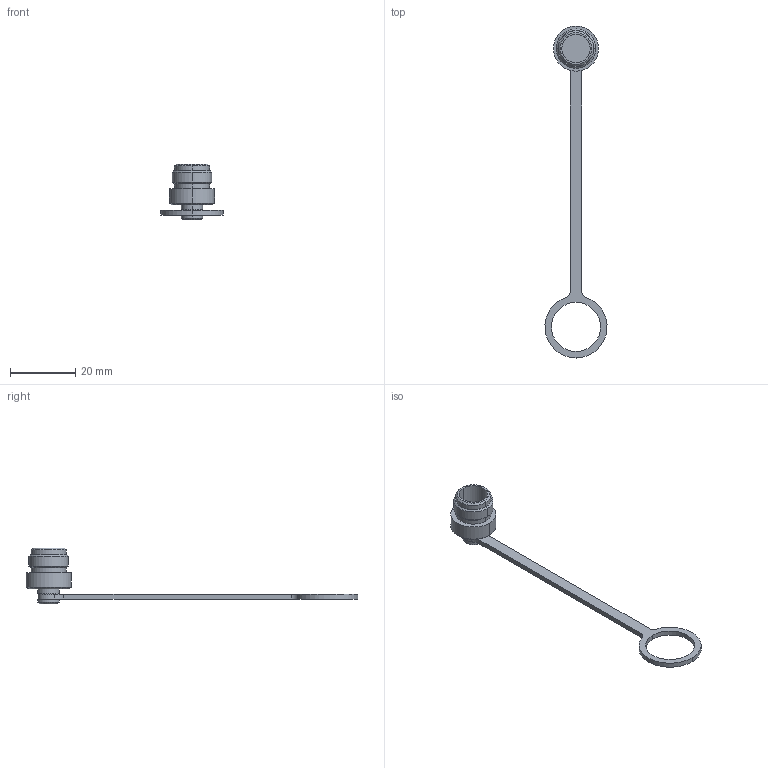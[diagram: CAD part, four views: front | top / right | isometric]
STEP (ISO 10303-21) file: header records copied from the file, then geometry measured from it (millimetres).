
FILE_DESCRIPTION (( 'STEP AP203' ), '1' );
FILE_NAME ('P281-PCSM12x1.0-3.STEP', '2020-03-31T07:29:01', ( 'edpusr' ), ( 'Microsoft' ), 'SwSTEP 2.0', 'SolidWorks 2015', '' );
FILE_SCHEMA (( 'CONFIG_CONTROL_DESIGN' ));
Length unit declared in the file: millimetre
Products named in the file (1): P281-PCSM12x1.0-3
Bounding box: 18.94 x 101.4 x 17.1 mm (x, y, z)
Volume: 1609.8 mm3; surface area: 2361.4 mm2
Topology: 2 solids, 2 shells, 50 faces, 109 edges, 70 vertices
Faces by surface type: cylinder 27, plane 13, cone 10
Entity records: 1478 total; most frequent: DIRECTION 277, CARTESIAN_POINT 230, ORIENTED_EDGE 218, AXIS2_PLACEMENT_3D 117, EDGE_CURVE 109, VERTEX_POINT 70, CIRCLE 66, EDGE_LOOP 61
